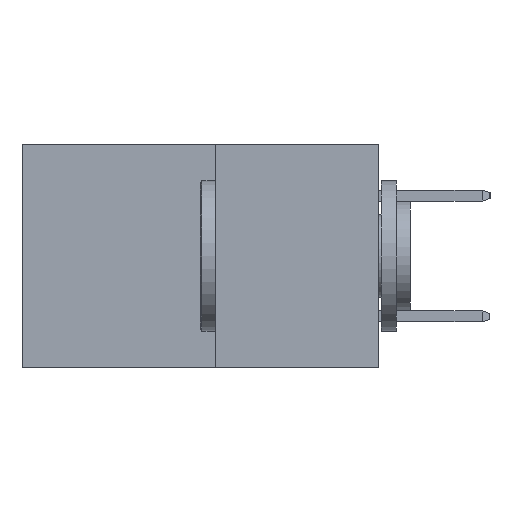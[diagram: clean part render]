
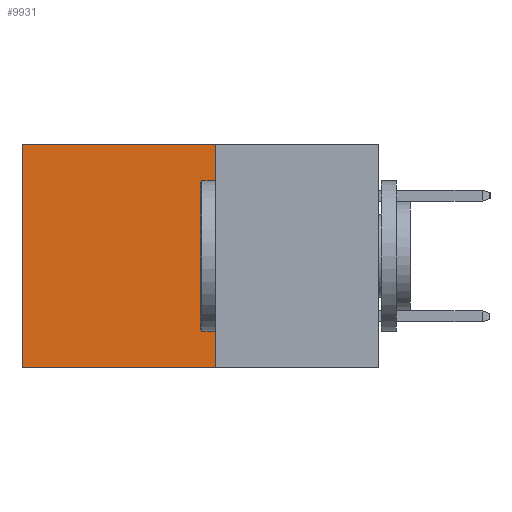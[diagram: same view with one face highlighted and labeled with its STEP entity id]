
A CAD part, left-side view. The second image highlights one B-rep face of the part: STEP entity #9931.
In plain terms, the highlighted planar face has unit normal (-1, 0, 0).
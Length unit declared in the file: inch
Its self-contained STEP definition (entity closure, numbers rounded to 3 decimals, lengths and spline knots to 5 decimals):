
#2277 = EDGE_CURVE ( 'NONE', #15110, #15882, #30806, .T. ) ;
#2899 = EDGE_LOOP ( 'NONE', ( #9518, #8951, #28569, #23902 ) ) ;
#3644 = DIRECTION ( 'NONE',  ( 0., 0., -1. ) ) ;
#4303 = FACE_OUTER_BOUND ( 'NONE', #2899, .T. ) ;
#4842 = VECTOR ( 'NONE', #3644, 39.37008 ) ;
#5656 = VECTOR ( 'NONE', #27859, 39.37008 ) ;
#5979 = VECTOR ( 'NONE', #16097, 39.37008 ) ;
#7216 = LINE ( 'NONE', #17810, #5656 ) ;
#8951 = ORIENTED_EDGE ( 'NONE', *, *, #2277, .F. ) ;
#9518 = ORIENTED_EDGE ( 'NONE', *, *, #23393, .T. ) ;
#9931 = ADVANCED_FACE ( 'NONE', ( #4303 ), #12178, .F. ) ;
#9983 = CARTESIAN_POINT ( 'NONE',  ( 0.277, 0.27, -0.37 ) ) ;
#11384 = LINE ( 'NONE', #18261, #4842 ) ;
#12178 = PLANE ( 'NONE',  #25467 ) ;
#13611 = DIRECTION ( 'NONE',  ( 0., 0., -1. ) ) ;
#14596 = DIRECTION ( 'NONE',  ( 1., 0., 0. ) ) ;
#15110 = VERTEX_POINT ( 'NONE', #24463 ) ;
#15374 = CARTESIAN_POINT ( 'NONE',  ( 0.277, 0.59, -0.37 ) ) ;
#15882 = VERTEX_POINT ( 'NONE', #27471 ) ;
#16097 = DIRECTION ( 'NONE',  ( 0., 1., 0. ) ) ;
#16598 = CARTESIAN_POINT ( 'NONE',  ( 0.277, 0.59, 0. ) ) ;
#17810 = CARTESIAN_POINT ( 'NONE',  ( 0.277, 0.27, 0. ) ) ;
#18261 = CARTESIAN_POINT ( 'NONE',  ( 0.277, 0.27, -0.37 ) ) ;
#19379 = CARTESIAN_POINT ( 'NONE',  ( 0.277, 0.27, -0.37 ) ) ;
#19985 = LINE ( 'NONE', #15374, #25611 ) ;
#20959 = VERTEX_POINT ( 'NONE', #16598 ) ;
#22604 = DIRECTION ( 'NONE',  ( 0., 0., -1. ) ) ;
#23375 = CARTESIAN_POINT ( 'NONE',  ( 0.277, 0.27, 0. ) ) ;
#23393 = EDGE_CURVE ( 'NONE', #20959, #15882, #19985, .T. ) ;
#23902 = ORIENTED_EDGE ( 'NONE', *, *, #29933, .T. ) ;
#24463 = CARTESIAN_POINT ( 'NONE',  ( 0.277, 0.27, -0.37 ) ) ;
#24917 = EDGE_CURVE ( 'NONE', #29437, #15110, #11384, .T. ) ;
#25467 = AXIS2_PLACEMENT_3D ( 'NONE', #19379, #14596, #13611 ) ;
#25611 = VECTOR ( 'NONE', #22604, 39.37008 ) ;
#27471 = CARTESIAN_POINT ( 'NONE',  ( 0.277, 0.59, -0.37 ) ) ;
#27859 = DIRECTION ( 'NONE',  ( 0., 1., 0. ) ) ;
#28569 = ORIENTED_EDGE ( 'NONE', *, *, #24917, .F. ) ;
#29437 = VERTEX_POINT ( 'NONE', #23375 ) ;
#29933 = EDGE_CURVE ( 'NONE', #29437, #20959, #7216, .T. ) ;
#30806 = LINE ( 'NONE', #9983, #5979 ) ;
